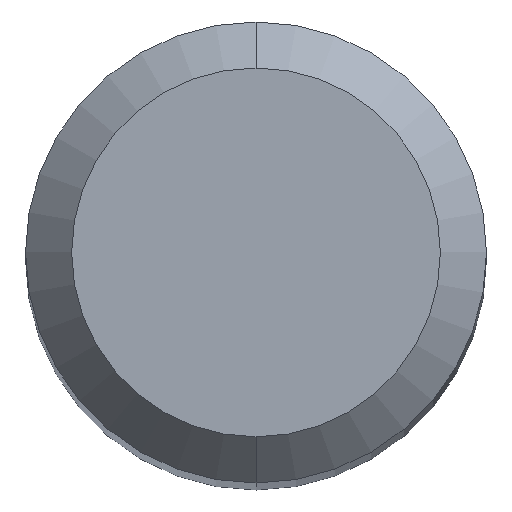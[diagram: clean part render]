
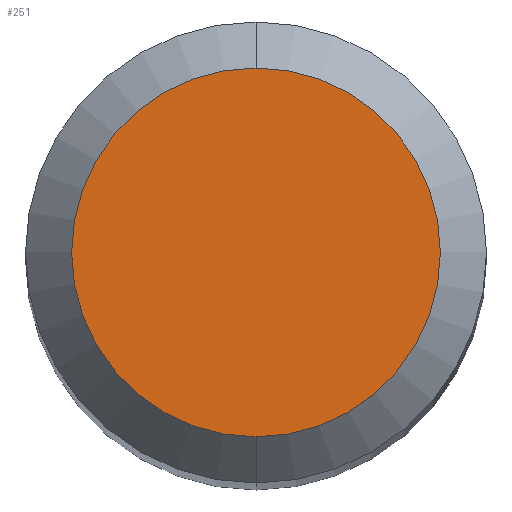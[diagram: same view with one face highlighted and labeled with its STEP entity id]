
A CAD part, top view. The second image highlights one B-rep face of the part: STEP entity #251.
In plain terms, the highlighted planar face has unit normal (0, 0, 1).
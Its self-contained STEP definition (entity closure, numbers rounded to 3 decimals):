
#217=EDGE_CURVE('',#327,#419,#529,.T.);
#251=ADVANCED_FACE('',(#564),#565,.T.);
#327=VERTEX_POINT('',#648);
#339=EDGE_CURVE('',#419,#327,#661,.T.);
#419=VERTEX_POINT('',#751);
#529=CIRCLE('',#914,1.2);
#564=FACE_OUTER_BOUND('',#996,.T.);
#565=PLANE('',#997);
#648=CARTESIAN_POINT('',(0.,-1.2,0.0));
#661=CIRCLE('',#1172,1.2);
#751=CARTESIAN_POINT('',(0.0,1.2,0.0));
#914=AXIS2_PLACEMENT_3D('',#1499,#1500,#1501);
#996=EDGE_LOOP('',(#1523,#1524));
#997=AXIS2_PLACEMENT_3D('',#1525,#1526,#1527);
#1172=AXIS2_PLACEMENT_3D('',#1629,#1630,#1631);
#1499=CARTESIAN_POINT('',(0.0,0.0,0.0));
#1500=DIRECTION('',(0.0,0.0,-1.0));
#1501=DIRECTION('',(0.0,1.0,0.0));
#1523=ORIENTED_EDGE('',*,*,#339,.F.);
#1524=ORIENTED_EDGE('',*,*,#217,.F.);
#1525=CARTESIAN_POINT('',(0.0,0.6,0.0));
#1526=DIRECTION('',(-0.0,0.0,1.0));
#1527=DIRECTION('',(0.0,-1.0,0.0));
#1629=CARTESIAN_POINT('',(0.0,0.0,0.0));
#1630=DIRECTION('',(0.0,0.0,-1.0));
#1631=DIRECTION('',(0.0,1.0,0.0));
